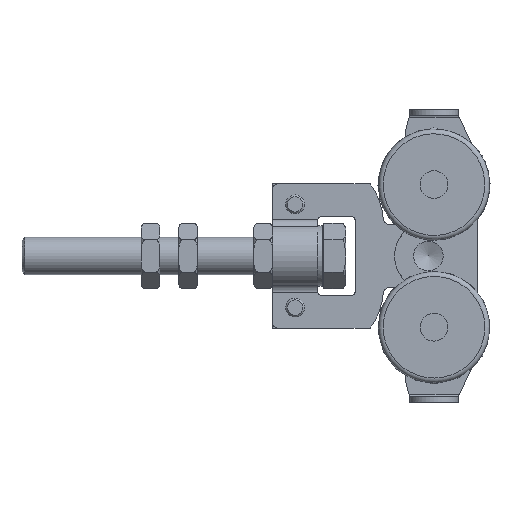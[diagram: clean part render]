
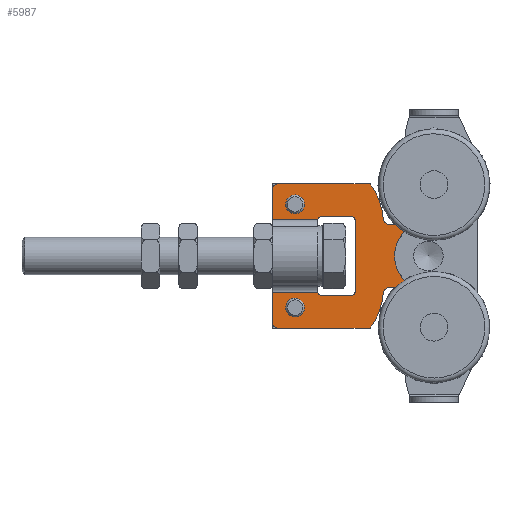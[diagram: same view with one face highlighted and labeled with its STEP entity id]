
A CAD part, top view. The second image highlights one B-rep face of the part: STEP entity #5987.
In plain terms, the highlighted planar face has unit normal (0, 0, 1).
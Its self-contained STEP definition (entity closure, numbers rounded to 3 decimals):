
#324=LINE('',#10200,#732);
#325=LINE('',#10208,#733);
#367=LINE('',#10367,#775);
#368=LINE('',#10373,#776);
#369=LINE('',#10377,#777);
#370=LINE('',#10383,#778);
#371=LINE('',#10387,#779);
#372=LINE('',#10388,#780);
#373=LINE('',#10392,#781);
#374=LINE('',#10396,#782);
#375=LINE('',#10400,#783);
#376=LINE('',#10403,#784);
#377=LINE('',#10404,#785);
#732=VECTOR('',#7601,10.);
#733=VECTOR('',#7608,10.);
#775=VECTOR('',#7782,10.);
#776=VECTOR('',#7787,10.);
#777=VECTOR('',#7790,10.);
#778=VECTOR('',#7795,10.);
#779=VECTOR('',#7798,10.);
#780=VECTOR('',#7799,10.);
#781=VECTOR('',#7802,10.);
#782=VECTOR('',#7805,10.);
#783=VECTOR('',#7808,10.);
#784=VECTOR('',#7811,10.);
#785=VECTOR('',#7812,10.);
#1237=FACE_BOUND('',#1815,.T.);
#1238=FACE_BOUND('',#1816,.T.);
#1239=FACE_BOUND('',#1817,.T.);
#1426=FACE_OUTER_BOUND('',#1814,.T.);
#1814=EDGE_LOOP('',(#4598,#4599,#4600,#4601,#4602,#4603,#4604,#4605,#4606,
#4607,#4608,#4609,#4610,#4611,#4612,#4613,#4614,#4615,#4616,#4617,#4618,
#4619,#4620,#4621));
#1815=EDGE_LOOP('',(#4622));
#1816=EDGE_LOOP('',(#4623));
#1817=EDGE_LOOP('',(#4624));
#2060=CIRCLE('',#6276,5.);
#2075=CIRCLE('',#6311,5.);
#2223=CIRCLE('',#6559,7.9);
#2228=CIRCLE('',#6569,3.);
#2229=CIRCLE('',#6570,35.);
#2230=CIRCLE('',#6571,3.);
#2231=CIRCLE('',#6572,25.);
#2232=CIRCLE('',#6573,3.);
#2233=CIRCLE('',#6574,35.);
#2234=CIRCLE('',#6575,3.);
#2235=CIRCLE('',#6576,2.);
#2236=CIRCLE('',#6577,2.);
#2237=CIRCLE('',#6578,2.);
#2238=CIRCLE('',#6579,2.);
#2402=VERTEX_POINT('',#9248);
#2438=VERTEX_POINT('',#9393);
#2567=VERTEX_POINT('',#10197);
#2568=VERTEX_POINT('',#10199);
#2571=VERTEX_POINT('',#10205);
#2572=VERTEX_POINT('',#10207);
#2615=VERTEX_POINT('',#10343);
#2621=VERTEX_POINT('',#10363);
#2622=VERTEX_POINT('',#10364);
#2623=VERTEX_POINT('',#10366);
#2624=VERTEX_POINT('',#10368);
#2625=VERTEX_POINT('',#10370);
#2626=VERTEX_POINT('',#10372);
#2627=VERTEX_POINT('',#10374);
#2628=VERTEX_POINT('',#10376);
#2629=VERTEX_POINT('',#10378);
#2630=VERTEX_POINT('',#10380);
#2631=VERTEX_POINT('',#10382);
#2632=VERTEX_POINT('',#10384);
#2633=VERTEX_POINT('',#10386);
#2634=VERTEX_POINT('',#10389);
#2635=VERTEX_POINT('',#10391);
#2636=VERTEX_POINT('',#10393);
#2637=VERTEX_POINT('',#10395);
#2638=VERTEX_POINT('',#10397);
#2639=VERTEX_POINT('',#10399);
#2640=VERTEX_POINT('',#10402);
#3014=EDGE_CURVE('',#2402,#2402,#2060,.T.);
#3067=EDGE_CURVE('',#2438,#2438,#2075,.T.);
#3259=EDGE_CURVE('',#2568,#2567,#324,.T.);
#3263=EDGE_CURVE('',#2572,#2571,#325,.T.);
#3331=EDGE_CURVE('',#2615,#2615,#2223,.T.);
#3340=EDGE_CURVE('',#2621,#2622,#2228,.T.);
#3341=EDGE_CURVE('',#2623,#2621,#367,.T.);
#3342=EDGE_CURVE('',#2624,#2623,#2229,.T.);
#3343=EDGE_CURVE('',#2625,#2624,#2230,.T.);
#3344=EDGE_CURVE('',#2626,#2625,#368,.T.);
#3345=EDGE_CURVE('',#2627,#2626,#2231,.T.);
#3346=EDGE_CURVE('',#2628,#2627,#369,.T.);
#3347=EDGE_CURVE('',#2629,#2628,#2232,.T.);
#3348=EDGE_CURVE('',#2630,#2629,#2233,.T.);
#3349=EDGE_CURVE('',#2631,#2630,#370,.T.);
#3350=EDGE_CURVE('',#2632,#2631,#2234,.T.);
#3351=EDGE_CURVE('',#2633,#2632,#371,.T.);
#3352=EDGE_CURVE('',#2568,#2633,#372,.T.);
#3353=EDGE_CURVE('',#2567,#2634,#2235,.T.);
#3354=EDGE_CURVE('',#2634,#2635,#373,.T.);
#3355=EDGE_CURVE('',#2635,#2636,#2236,.T.);
#3356=EDGE_CURVE('',#2636,#2637,#374,.T.);
#3357=EDGE_CURVE('',#2637,#2638,#2237,.T.);
#3358=EDGE_CURVE('',#2638,#2639,#375,.T.);
#3359=EDGE_CURVE('',#2639,#2572,#2238,.T.);
#3360=EDGE_CURVE('',#2571,#2640,#376,.T.);
#3361=EDGE_CURVE('',#2622,#2640,#377,.T.);
#4598=ORIENTED_EDGE('',*,*,#3340,.F.);
#4599=ORIENTED_EDGE('',*,*,#3341,.F.);
#4600=ORIENTED_EDGE('',*,*,#3342,.F.);
#4601=ORIENTED_EDGE('',*,*,#3343,.F.);
#4602=ORIENTED_EDGE('',*,*,#3344,.F.);
#4603=ORIENTED_EDGE('',*,*,#3345,.F.);
#4604=ORIENTED_EDGE('',*,*,#3346,.F.);
#4605=ORIENTED_EDGE('',*,*,#3347,.F.);
#4606=ORIENTED_EDGE('',*,*,#3348,.F.);
#4607=ORIENTED_EDGE('',*,*,#3349,.F.);
#4608=ORIENTED_EDGE('',*,*,#3350,.F.);
#4609=ORIENTED_EDGE('',*,*,#3351,.F.);
#4610=ORIENTED_EDGE('',*,*,#3352,.F.);
#4611=ORIENTED_EDGE('',*,*,#3259,.T.);
#4612=ORIENTED_EDGE('',*,*,#3353,.T.);
#4613=ORIENTED_EDGE('',*,*,#3354,.T.);
#4614=ORIENTED_EDGE('',*,*,#3355,.T.);
#4615=ORIENTED_EDGE('',*,*,#3356,.T.);
#4616=ORIENTED_EDGE('',*,*,#3357,.T.);
#4617=ORIENTED_EDGE('',*,*,#3358,.T.);
#4618=ORIENTED_EDGE('',*,*,#3359,.T.);
#4619=ORIENTED_EDGE('',*,*,#3263,.T.);
#4620=ORIENTED_EDGE('',*,*,#3360,.T.);
#4621=ORIENTED_EDGE('',*,*,#3361,.F.);
#4622=ORIENTED_EDGE('',*,*,#3014,.T.);
#4623=ORIENTED_EDGE('',*,*,#3067,.T.);
#4624=ORIENTED_EDGE('',*,*,#3331,.T.);
#5731=PLANE('',#6568);
#5987=ADVANCED_FACE('',(#1426,#1237,#1238,#1239),#5731,.T.);
#6276=AXIS2_PLACEMENT_3D('',#9250,#7096,#7097);
#6311=AXIS2_PLACEMENT_3D('',#9395,#7186,#7187);
#6559=AXIS2_PLACEMENT_3D('',#10344,#7756,#7757);
#6568=AXIS2_PLACEMENT_3D('',#10362,#7778,#7779);
#6569=AXIS2_PLACEMENT_3D('',#10365,#7780,#7781);
#6570=AXIS2_PLACEMENT_3D('',#10369,#7783,#7784);
#6571=AXIS2_PLACEMENT_3D('',#10371,#7785,#7786);
#6572=AXIS2_PLACEMENT_3D('',#10375,#7788,#7789);
#6573=AXIS2_PLACEMENT_3D('',#10379,#7791,#7792);
#6574=AXIS2_PLACEMENT_3D('',#10381,#7793,#7794);
#6575=AXIS2_PLACEMENT_3D('',#10385,#7796,#7797);
#6576=AXIS2_PLACEMENT_3D('',#10390,#7800,#7801);
#6577=AXIS2_PLACEMENT_3D('',#10394,#7803,#7804);
#6578=AXIS2_PLACEMENT_3D('',#10398,#7806,#7807);
#6579=AXIS2_PLACEMENT_3D('',#10401,#7809,#7810);
#7096=DIRECTION('center_axis',(0.,0.,-1.));
#7097=DIRECTION('ref_axis',(0.,1.,0.));
#7186=DIRECTION('center_axis',(0.,0.,-1.));
#7187=DIRECTION('ref_axis',(0.597,0.802,0.));
#7601=DIRECTION('',(0.,-1.,0.));
#7608=DIRECTION('',(0.,-1.,0.));
#7756=DIRECTION('center_axis',(0.,0.,-1.));
#7757=DIRECTION('ref_axis',(-0.996,0.092,0.));
#7778=DIRECTION('center_axis',(0.,0.,1.));
#7779=DIRECTION('ref_axis',(0.,-1.,0.));
#7780=DIRECTION('center_axis',(0.,0.,-1.));
#7781=DIRECTION('ref_axis',(-0.707,-0.707,0.));
#7782=DIRECTION('',(-1.,0.,0.));
#7783=DIRECTION('center_axis',(0.,0.,-1.));
#7784=DIRECTION('ref_axis',(0.8,-0.6,0.));
#7785=DIRECTION('center_axis',(0.,0.,1.));
#7786=DIRECTION('ref_axis',(0.,-1.,0.));
#7787=DIRECTION('',(-1.,0.,0.));
#7788=DIRECTION('center_axis',(0.,0.,-1.));
#7789=DIRECTION('ref_axis',(0.733,-0.68,0.));
#7790=DIRECTION('',(1.,0.,0.));
#7791=DIRECTION('center_axis',(0.,0.,1.));
#7792=DIRECTION('ref_axis',(0.998,0.066,0.));
#7793=DIRECTION('center_axis',(0.,0.,-1.));
#7794=DIRECTION('ref_axis',(0.998,0.066,0.));
#7795=DIRECTION('',(1.,0.,0.));
#7796=DIRECTION('center_axis',(0.,0.,-1.));
#7797=DIRECTION('ref_axis',(-0.707,0.707,0.));
#7798=DIRECTION('',(0.,1.,0.));
#7799=DIRECTION('',(-1.,0.,0.));
#7800=DIRECTION('center_axis',(0.,0.,-1.));
#7801=DIRECTION('ref_axis',(0.,1.,0.));
#7802=DIRECTION('',(1.,0.,0.));
#7803=DIRECTION('center_axis',(0.,0.,-1.));
#7804=DIRECTION('ref_axis',(1.,0.,0.));
#7805=DIRECTION('',(0.,-1.,0.));
#7806=DIRECTION('center_axis',(0.,0.,-1.));
#7807=DIRECTION('ref_axis',(0.,-1.,0.));
#7808=DIRECTION('',(-1.,0.,0.));
#7809=DIRECTION('center_axis',(0.,0.,-1.));
#7810=DIRECTION('ref_axis',(-1.,0.,0.));
#7811=DIRECTION('',(-1.,0.,0.));
#7812=DIRECTION('',(0.,1.,0.));
#9248=CARTESIAN_POINT('',(-71.,22.5,3.));
#9250=CARTESIAN_POINT('Origin',(-71.,27.5,3.));
#9393=CARTESIAN_POINT('',(-73.984,-31.512,3.));
#9395=CARTESIAN_POINT('Origin',(-71.,-27.5,3.));
#10197=CARTESIAN_POINT('',(-59.,19.,3.));
#10199=CARTESIAN_POINT('',(-59.,19.268,3.));
#10200=CARTESIAN_POINT('',(-59.,0.,3.));
#10205=CARTESIAN_POINT('',(-59.,-19.268,3.));
#10207=CARTESIAN_POINT('',(-59.,-19.,3.));
#10208=CARTESIAN_POINT('',(-59.,0.,3.));
#10343=CARTESIAN_POINT('',(7.867,-0.723,3.));
#10344=CARTESIAN_POINT('Origin',(0.,0.,
3.));
#10362=CARTESIAN_POINT('Origin',(-40.552,0.,
3.));
#10363=CARTESIAN_POINT('',(-80.,-38.5,3.));
#10364=CARTESIAN_POINT('',(-83.,-35.5,3.));
#10365=CARTESIAN_POINT('Origin',(-80.,-35.5,3.));
#10366=CARTESIAN_POINT('',(-31.,-38.5,3.));
#10367=CARTESIAN_POINT('',(-83.,-38.5,3.));
#10368=CARTESIAN_POINT('',(-24.076,-19.803,3.));
#10369=CARTESIAN_POINT('Origin',(-59.,-17.5,3.));
#10370=CARTESIAN_POINT('',(-21.082,-17.,3.));
#10371=CARTESIAN_POINT('Origin',(-21.082,-20.,3.));
#10372=CARTESIAN_POINT('',(10.33,-17.,3.));
#10373=CARTESIAN_POINT('',(-21.082,-17.,3.));
#10374=CARTESIAN_POINT('',(10.33,17.,3.));
#10375=CARTESIAN_POINT('Origin',(-8.,0.,
3.));
#10376=CARTESIAN_POINT('',(-21.082,17.,3.));
#10377=CARTESIAN_POINT('',(10.33,17.,3.));
#10378=CARTESIAN_POINT('',(-24.076,19.803,3.));
#10379=CARTESIAN_POINT('Origin',(-21.082,20.,3.));
#10380=CARTESIAN_POINT('',(-31.,38.5,3.));
#10381=CARTESIAN_POINT('Origin',(-59.,17.5,3.));
#10382=CARTESIAN_POINT('',(-80.,38.5,3.));
#10383=CARTESIAN_POINT('',(-31.,38.5,3.));
#10384=CARTESIAN_POINT('',(-83.,35.5,3.));
#10385=CARTESIAN_POINT('Origin',(-80.,35.5,3.));
#10386=CARTESIAN_POINT('',(-83.,19.268,3.));
#10387=CARTESIAN_POINT('',(-83.,38.5,3.));
#10388=CARTESIAN_POINT('',(-83.,19.268,3.));
#10389=CARTESIAN_POINT('',(-57.,21.,3.));
#10390=CARTESIAN_POINT('Origin',(-57.,19.,3.));
#10391=CARTESIAN_POINT('',(-41.,21.,3.));
#10392=CARTESIAN_POINT('',(-48.776,21.,3.));
#10393=CARTESIAN_POINT('',(-39.,19.,3.));
#10394=CARTESIAN_POINT('Origin',(-41.,19.,3.));
#10395=CARTESIAN_POINT('',(-39.,-19.,3.));
#10396=CARTESIAN_POINT('',(-39.,9.5,3.));
#10397=CARTESIAN_POINT('',(-41.,-21.,3.));
#10398=CARTESIAN_POINT('Origin',(-41.,-19.,3.));
#10399=CARTESIAN_POINT('',(-57.,-21.,3.));
#10400=CARTESIAN_POINT('',(-40.776,-21.,3.));
#10401=CARTESIAN_POINT('Origin',(-57.,-19.,3.));
#10402=CARTESIAN_POINT('',(-83.,-19.268,3.));
#10403=CARTESIAN_POINT('',(-83.,-19.268,3.));
#10404=CARTESIAN_POINT('',(-83.,38.5,3.));
